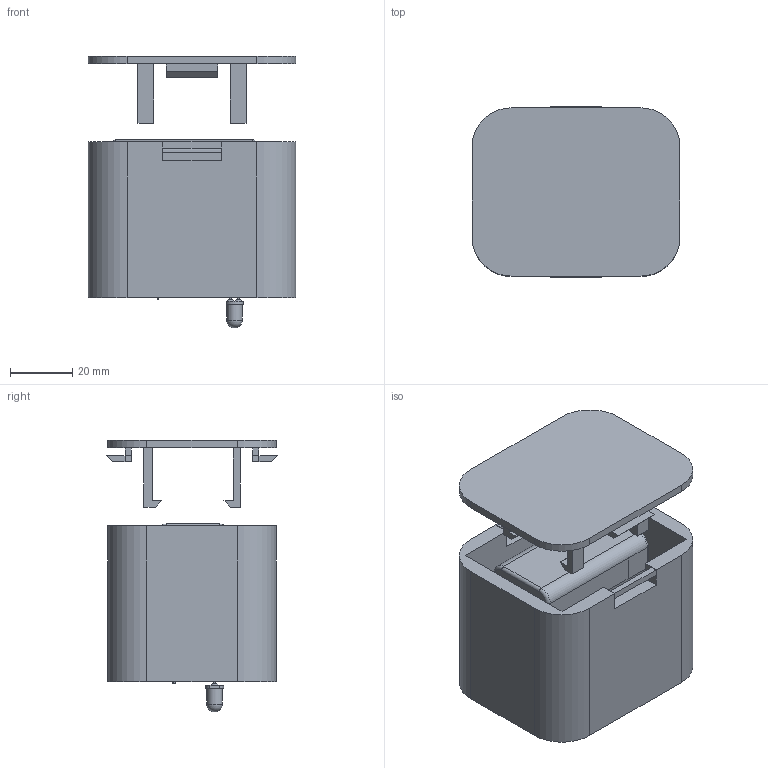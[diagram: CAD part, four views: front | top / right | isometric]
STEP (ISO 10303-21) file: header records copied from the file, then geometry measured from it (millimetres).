
FILE_DESCRIPTION(/* description */ (''),/* implementation_level */ '2;1');
FILE_NAME(/* name */ 'Light_Case_2.0.step',/* time_stamp */ '2018-12-12T15:58:28-05:00',/* author */ ('agc26'),/* organization */ (''),/* preprocessor_version */ 'ST-DEVELOPER v17.2',/* originating_system */ 'Autodesk Translation Framework v7.6.0.251',/* authorisation */ '');
FILE_SCHEMA (('AUTOMOTIVE_DESIGN { 1 0 10303 214 3 1 1 }'));
Length unit declared in the file: millimetre
Products named in the file (38): Light_Case_2.0; PCB; LED_PROJECT_modified_fully; Board; Power; PHF-102-01-X-S-002; PowerReg; 5751623680; Extruded; 5751623488; Extruded (1); LED; WL-TMRW_5mm; LEDR; 6081356288; Cylinder; 5751623104; Sphere; 5751622720; Cylinder (1); 5751622336; Cylinder (2); 5751622144; Cylinder (3); 5751621760; Cylinder (4); ByCap; 5751624064; Extruded (2); 5751623872; Extruded (3); 5751621376; Cylinder (5); Face; Siding; 9V; 9V_1; Lid (1)
Assembly tree (39 placements, depth 6):
  Light_Case_2.0
    PCB
      LED_PROJECT_modified_fully
        Board
        Power
          PHF-102-01-X-S-002
        PowerReg
          5751623680
            Extruded
          5751623488
            Extruded (1)
        LED
          WL-TMRW_5mm
        LEDR
          6081356288
            Cylinder
          5751623104  x2
            Sphere
          5751622720
            Cylinder (1)
          5751622336
            Cylinder (2)
          5751622144
            Cylinder (3)
          5751621760
            Cylinder (4)
        ByCap
          5751624064
            Extruded (2)
          5751623872
            Extruded (3)
          5751621376  x2
            Cylinder (5)
    Face
    Siding
    9V
      9V_1
    Lid (1)
Bounding box: 66.66 x 54.96 x 87.2 mm (x, y, z)
Volume: 82177.8 mm3; surface area: 46912.1 mm2
Topology: 31 solids, 33 shells, 521 faces, 1496 edges, 1026 vertices
Faces by surface type: plane 365, cylinder 102, torus 40, cone 7, sphere 5, bspline 2
Full cylindrical faces by diameter (mm): 0.5 x2, 0.8 x4, 0.85 x2, 0.991 x2, 1 x2, 1.081 x2, 1.1 x5, 1.118 x8, 1.905 x8, 2 x2, 4 x1, 5 x3, 6 x1, 7.009 x1
Entity records: 18605 total; most frequent: CARTESIAN_POINT 3627, DIRECTION 2970, ORIENTED_EDGE 2832, EDGE_CURVE 1485, LINE 1084, VECTOR 1084, VERTEX_POINT 1020, AXIS2_PLACEMENT_3D 943
